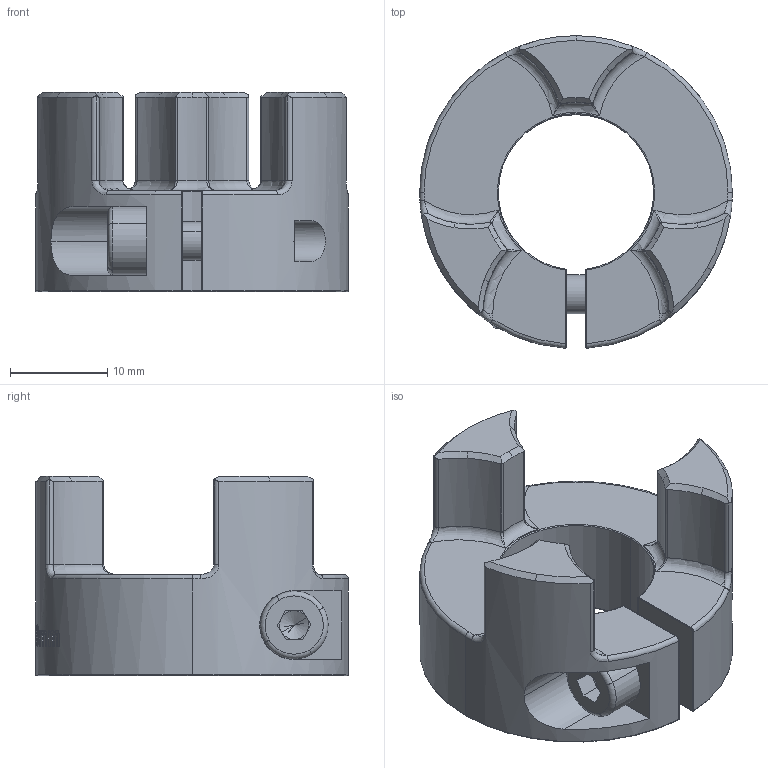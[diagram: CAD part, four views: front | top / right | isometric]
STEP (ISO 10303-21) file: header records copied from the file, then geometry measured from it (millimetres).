
FILE_DESCRIPTION(('HOOPS Exchange Step'),'2;1');
FILE_NAME('export-11628F85-8AFA-4085-B7B8-C9F1ABA84F10.stp','2021-09-14T11:24:20+02:00',('User'),('Alibre'),'HOOPS Exchange 2020.1','Alibre','Unknown authorisation');
FILE_SCHEMA( ('AP242_MANAGED_MODEL_BASED_3D_ENGINEERING_MIM_LF {1 0 10303 442 1 1 4 }') );
Length unit declared in the file: millimetre
Products named in the file (3): 4171 HUB ShaftCoupler  DCNC-D32-L32-B16.00mm; 813 DIN 912 metric bolts M4x12; 4171 HUB ShaftCoupler DCNC-D32-L32-B16.00mm
Assembly tree (2 placements, depth 2):
  4171 HUB ShaftCoupler DCNC-D32-L32-B16.00mm
    4171 HUB ShaftCoupler  DCNC-D32-L32-B16.00mm
    813 DIN 912 metric bolts M4x12
Bounding box: 32.2 x 32.16 x 20.5 mm (x, y, z)
Volume: 7514.5 mm3; surface area: 4301 mm2
Topology: 2 solids, 2 shells, 341 faces, 915 edges, 582 vertices
Faces by surface type: bspline 123, cylinder 83, plane 71, torus 30, cone 28, sphere 6
Entity records: 27109 total; most frequent: CARTESIAN_POINT 19720, ORIENTED_EDGE 1802, DIRECTION 1078, EDGE_CURVE 901, VERTEX_POINT 582, B_SPLINE_CURVE_WITH_KNOTS 481, AXIS2_PLACEMENT_3D 434, EDGE_LOOP 363
